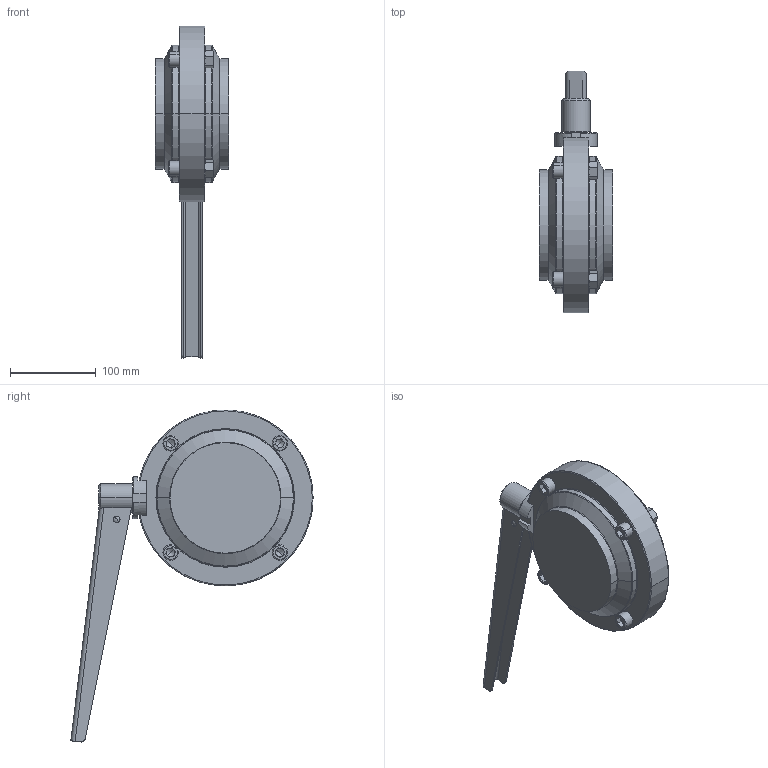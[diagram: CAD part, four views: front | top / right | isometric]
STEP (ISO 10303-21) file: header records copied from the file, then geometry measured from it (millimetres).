
FILE_DESCRIPTION (( 'STEP AP214' ), '1' );
FILE_NAME ('4301125130-0XX.STEP', '2013-01-09T16:36:43', ( 'Install' ), ( '' ), 'SwSTEP 2.0', 'SolidWorks 2011', '' );
FILE_SCHEMA (( 'AUTOMOTIVE_DESIGN' ));
Length unit declared in the file: millimetre
Products named in the file (1): 4301125130-0XX
Bounding box: 86 x 283.35 x 388.18 mm (x, y, z)
Volume: 2019782 mm3; surface area: 159613.5 mm2
Topology: 1 solids, 1 shells, 282 faces, 667 edges, 399 vertices
Faces by surface type: plane 137, cone 68, cylinder 47, torus 26, sphere 4
Entity records: 8493 total; most frequent: CARTESIAN_POINT 2103, DIRECTION 1341, ORIENTED_EDGE 1314, EDGE_CURVE 657, AXIS2_PLACEMENT_3D 531, VERTEX_POINT 399, EDGE_LOOP 312, ADVANCED_FACE 282
